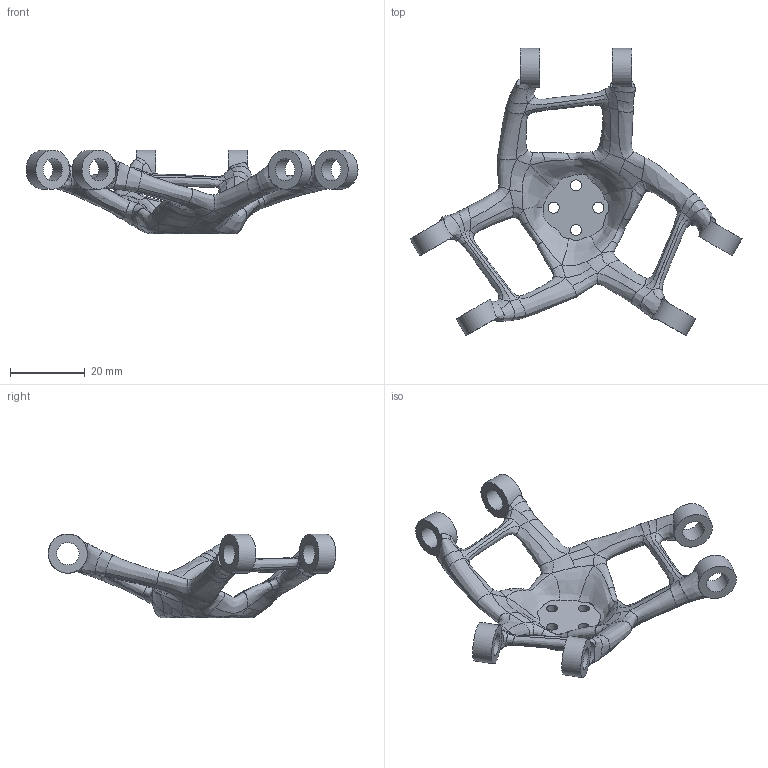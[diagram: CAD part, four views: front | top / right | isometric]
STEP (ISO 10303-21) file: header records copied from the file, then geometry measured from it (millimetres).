
FILE_DESCRIPTION(/* description */ (''),/* implementation_level */ '2;1');
FILE_NAME(/* name */ 'Effector 2 v2.step',/* time_stamp */ '2024-01-22T12:44:12+01:00',/* author */ (''),/* organization */ (''),/* preprocessor_version */ 'ST-DEVELOPER v20',/* originating_system */ 'Autodesk Translation Framework v12.14.0.127',/* authorisation */ '');
FILE_SCHEMA (('AUTOMOTIVE_DESIGN { 1 0 10303 214 3 1 1 }'));
Products named in the file (1): Effector 2
Bounding box: 89.05 x 77.11 x 22.5 mm (x, y, z)
Volume: 10498.8 mm3; surface area: 7969.6 mm2
Topology: 1 solids, 1 shells, 173 faces, 401 edges, 226 vertices
Faces by surface type: bspline 126, cylinder 30, plane 17
Full cylindrical faces by diameter (mm): 3 x4, 6 x6, 10.5 x3, 22.5 x1
Entity records: 32530 total; most frequent: CARTESIAN_POINT 29604, ORIENTED_EDGE 802, EDGE_CURVE 401, B_SPLINE_CURVE_WITH_KNOTS 341, VERTEX_POINT 226, DIRECTION 202, EDGE_LOOP 195, FACE_OUTER_BOUND 173
